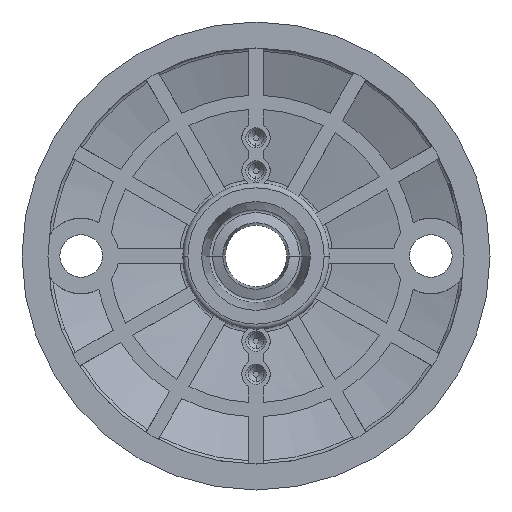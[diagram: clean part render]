
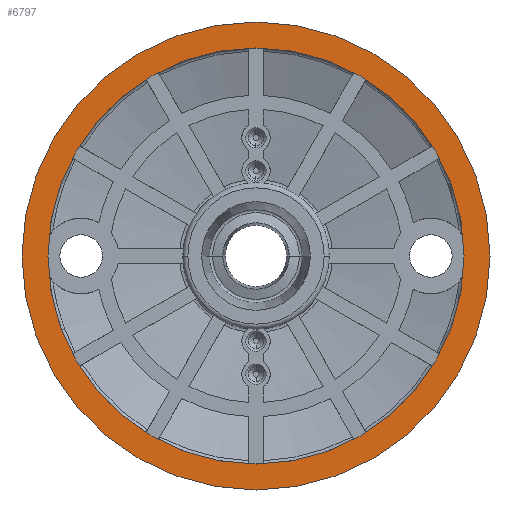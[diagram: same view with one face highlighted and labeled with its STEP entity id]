
A CAD part, front view. The second image highlights one B-rep face of the part: STEP entity #6797.
In plain terms, the highlighted planar face has unit normal (0, -1, 0).
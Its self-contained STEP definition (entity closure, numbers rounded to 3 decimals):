
#164 = CARTESIAN_POINT ( 'NONE',  ( 0., 0., 0. ) ) ;
#173 = DIRECTION ( 'NONE',  ( 0., -1., 0. ) ) ;
#307 = DIRECTION ( 'NONE',  ( 0., 1., 0. ) ) ;
#504 = EDGE_CURVE ( 'NONE', #4275, #4486, #6119, .T. ) ;
#758 = DIRECTION ( 'NONE',  ( -1., 0., 0. ) ) ;
#834 = AXIS2_PLACEMENT_3D ( 'NONE', #164, #4329, #758 ) ;
#1675 = ORIENTED_EDGE ( 'NONE', *, *, #6615, .T. ) ;
#1985 = AXIS2_PLACEMENT_3D ( 'NONE', #6338, #2787, #6927 ) ;
#2314 = EDGE_LOOP ( 'NONE', ( #1675, #5233 ) ) ;
#2358 = DIRECTION ( 'NONE',  ( 0., 1., 0. ) ) ;
#2413 = EDGE_CURVE ( 'NONE', #3370, #5580, #5634, .T. ) ;
#2787 = DIRECTION ( 'NONE',  ( 0., 1., 0. ) ) ;
#3197 = CIRCLE ( 'NONE', #1985, 49.5 ) ;
#3301 = CARTESIAN_POINT ( 'NONE',  ( 44., 0., 0. ) ) ;
#3370 = VERTEX_POINT ( 'NONE', #3301 ) ;
#3381 = AXIS2_PLACEMENT_3D ( 'NONE', #3861, #307, #4461 ) ;
#3445 = EDGE_CURVE ( 'NONE', #4486, #4275, #3197, .T. ) ;
#3473 = FACE_BOUND ( 'NONE', #2314, .T. ) ;
#3522 = AXIS2_PLACEMENT_3D ( 'NONE', #3741, #173, #4334 ) ;
#3661 = AXIS2_PLACEMENT_3D ( 'NONE', #5903, #2358, #6501 ) ;
#3688 = EDGE_LOOP ( 'NONE', ( #6500, #6883 ) ) ;
#3741 = CARTESIAN_POINT ( 'NONE',  ( -44., 0., 0. ) ) ;
#3861 = CARTESIAN_POINT ( 'NONE',  ( 0., 0., 0. ) ) ;
#4275 = VERTEX_POINT ( 'NONE', #5525 ) ;
#4324 = CARTESIAN_POINT ( 'NONE',  ( -44., 0., 0. ) ) ;
#4329 = DIRECTION ( 'NONE',  ( 0., 1., 0. ) ) ;
#4334 = DIRECTION ( 'NONE',  ( 1., 0., 0. ) ) ;
#4461 = DIRECTION ( 'NONE',  ( -1., 0., 0. ) ) ;
#4486 = VERTEX_POINT ( 'NONE', #5212 ) ;
#5040 = FACE_OUTER_BOUND ( 'NONE', #3688, .T. ) ;
#5212 = CARTESIAN_POINT ( 'NONE',  ( -49.5, 0., 0. ) ) ;
#5233 = ORIENTED_EDGE ( 'NONE', *, *, #2413, .T. ) ;
#5525 = CARTESIAN_POINT ( 'NONE',  ( 49.5, 0., 0. ) ) ;
#5580 = VERTEX_POINT ( 'NONE', #4324 ) ;
#5634 = CIRCLE ( 'NONE', #3381, 44. ) ;
#5903 = CARTESIAN_POINT ( 'NONE',  ( 0., 0., 0. ) ) ;
#6119 = CIRCLE ( 'NONE', #834, 49.5 ) ;
#6150 = CIRCLE ( 'NONE', #3661, 44. ) ;
#6338 = CARTESIAN_POINT ( 'NONE',  ( 0., 0., 0. ) ) ;
#6500 = ORIENTED_EDGE ( 'NONE', *, *, #504, .F. ) ;
#6501 = DIRECTION ( 'NONE',  ( -1., 0., 0. ) ) ;
#6615 = EDGE_CURVE ( 'NONE', #5580, #3370, #6150, .T. ) ;
#6797 = ADVANCED_FACE ( 'NONE', ( #3473, #5040 ), #7289, .T. ) ;
#6883 = ORIENTED_EDGE ( 'NONE', *, *, #3445, .F. ) ;
#6927 = DIRECTION ( 'NONE',  ( -1., 0., 0. ) ) ;
#7289 = PLANE ( 'NONE',  #3522 ) ;
